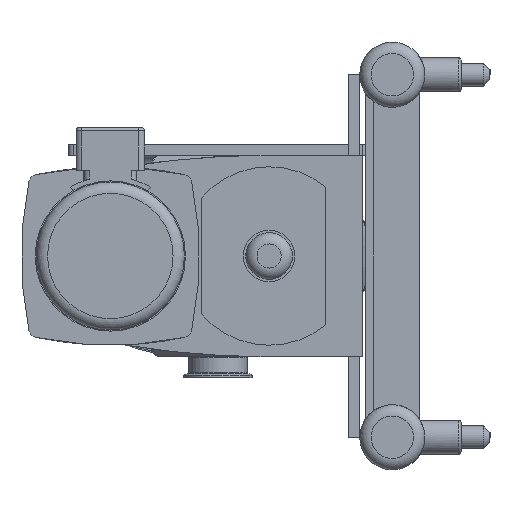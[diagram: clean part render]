
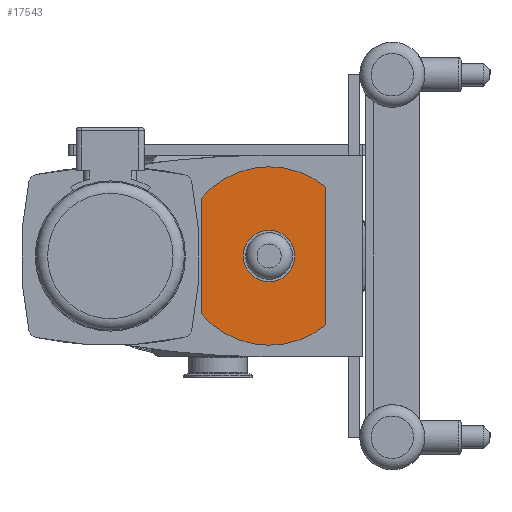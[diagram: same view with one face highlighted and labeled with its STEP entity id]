
A CAD part, left-side view. The second image highlights one B-rep face of the part: STEP entity #17543.
In plain terms, the highlighted planar face has unit normal (-1, 0, 0).
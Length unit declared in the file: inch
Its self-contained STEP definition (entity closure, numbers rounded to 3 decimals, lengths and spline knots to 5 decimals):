
#568=FACE_BOUND('',#2705,.T.);
#1043=PLANE('',#18788);
#1636=FACE_OUTER_BOUND('',#2704,.T.);
#2704=EDGE_LOOP('',(#12919,#12920,#12921,#12922));
#2705=EDGE_LOOP('',(#12923));
#3784=CIRCLE('',#18778,1.1405);
#3786=CIRCLE('',#18782,3.937);
#3788=CIRCLE('',#18786,3.937);
#4814=LINE('',#28040,#6195);
#4818=LINE('',#28050,#6199);
#6195=VECTOR('',#21484,0.3937);
#6199=VECTOR('',#21496,0.3937);
#7684=VERTEX_POINT('',#28023);
#7687=VERTEX_POINT('',#28031);
#7688=VERTEX_POINT('',#28033);
#7690=VERTEX_POINT('',#28039);
#7692=VERTEX_POINT('',#28045);
#9607=EDGE_CURVE('',#7684,#7684,#3784,.T.);
#9610=EDGE_CURVE('',#7688,#7687,#3786,.T.);
#9613=EDGE_CURVE('',#7690,#7688,#4814,.T.);
#9616=EDGE_CURVE('',#7692,#7690,#3788,.T.);
#9619=EDGE_CURVE('',#7687,#7692,#4818,.T.);
#12919=ORIENTED_EDGE('',*,*,#9619,.T.);
#12920=ORIENTED_EDGE('',*,*,#9616,.T.);
#12921=ORIENTED_EDGE('',*,*,#9613,.T.);
#12922=ORIENTED_EDGE('',*,*,#9610,.T.);
#12923=ORIENTED_EDGE('',*,*,#9607,.T.);
#17543=ADVANCED_FACE('',(#1636,#568),#1043,.F.);
#18778=AXIS2_PLACEMENT_3D('',#28025,#21469,#21470);
#18782=AXIS2_PLACEMENT_3D('',#28034,#21478,#21479);
#18786=AXIS2_PLACEMENT_3D('',#28046,#21490,#21491);
#18788=AXIS2_PLACEMENT_3D('',#28051,#21497,#21498);
#21469=DIRECTION('center_axis',(1.,0.,0.));
#21470=DIRECTION('ref_axis',(0.,0.,
-1.));
#21478=DIRECTION('center_axis',(-1.,0.,0.));
#21479=DIRECTION('ref_axis',(0.,0.635,-0.773));
#21484=DIRECTION('',(0.,0.,1.));
#21490=DIRECTION('center_axis',(-1.,0.,0.));
#21491=DIRECTION('ref_axis',(0.,-0.762,0.648));
#21496=DIRECTION('',(0.,0.,-1.));
#21497=DIRECTION('center_axis',(1.,0.,0.));
#21498=DIRECTION('ref_axis',(0.,0.,
-1.));
#28023=CARTESIAN_POINT('',(-24.858,-2.25,1.1405));
#28025=CARTESIAN_POINT('Origin',(-24.858,-2.25,0.));
#28031=CARTESIAN_POINT('',(-24.858,0.75,2.5495));
#28033=CARTESIAN_POINT('',(-24.858,-4.75,3.04138));
#28034=CARTESIAN_POINT('Origin',(-24.858,-2.25,0.));
#28039=CARTESIAN_POINT('',(-24.858,-4.75,-3.04138));
#28040=CARTESIAN_POINT('',(-24.858,-4.75,3.04138));
#28045=CARTESIAN_POINT('',(-24.858,0.75,-2.5495));
#28046=CARTESIAN_POINT('Origin',(-24.858,-2.25,0.));
#28050=CARTESIAN_POINT('',(-24.858,0.75,-2.5495));
#28051=CARTESIAN_POINT('Origin',(-24.858,-2.10291,0.));
